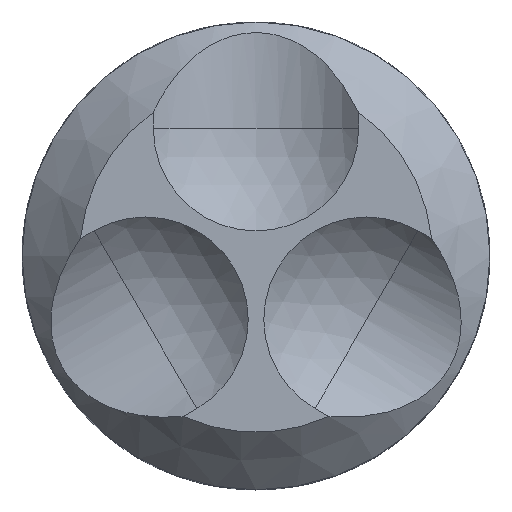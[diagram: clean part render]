
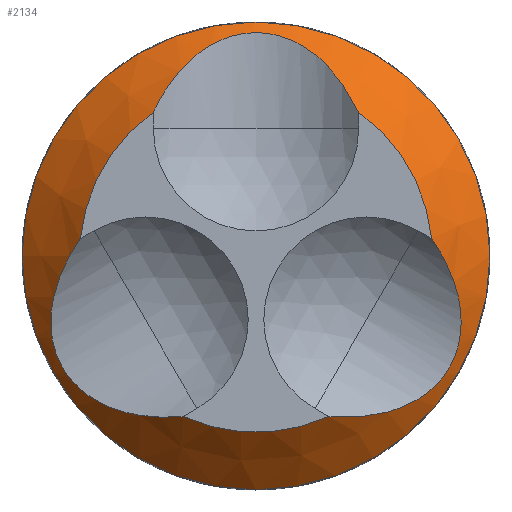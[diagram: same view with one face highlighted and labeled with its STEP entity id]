
A CAD part, top view. The second image highlights one B-rep face of the part: STEP entity #2134.
In plain terms, the highlighted conical face has half-angle 45 degrees and reference radius 9.65 mm.
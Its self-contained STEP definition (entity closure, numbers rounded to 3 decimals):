
#158=CONICAL_SURFACE('',#2302,9.65,0.785);
#164=FACE_OUTER_BOUND('',#316,.T.);
#316=EDGE_LOOP('',(#1501,#1502,#1503,#1504,#1505,#1506,#1507,#1508,#1509,
#1510));
#468=B_SPLINE_CURVE_WITH_KNOTS('',3,(#3238,#3239,#3240,#3241,#3242,#3243,
#3244,#3245,#3246,#3247,#3248,#3249,#3250,#3251,#3252,#3253,#3254,#3255),
 .UNSPECIFIED.,.F.,.F.,(4,2,2,2,2,2,2,2,4),(3.406,3.54,
3.741,3.9,4.06,4.219,4.379,
4.58,4.713),.UNSPECIFIED.);
#469=B_SPLINE_CURVE_WITH_KNOTS('',3,(#3262,#3263,#3264,#3265,#3266,#3267,
#3268,#3269,#3270,#3271,#3272,#3273,#3274,#3275,#3276,#3277,#3278,#3279),
 .UNSPECIFIED.,.F.,.F.,(4,2,2,2,2,2,2,2,4),(3.505,3.54,
3.741,3.901,4.06,4.22,4.379,
4.58,4.713),.UNSPECIFIED.);
#470=B_SPLINE_CURVE_WITH_KNOTS('',3,(#3284,#3285,#3286,#3287),
 .UNSPECIFIED.,.F.,.F.,(4,4),(3.407,3.505),
 .UNSPECIFIED.);
#471=B_SPLINE_CURVE_WITH_KNOTS('',3,(#3291,#3292,#3293,#3294,#3295,#3296,
#3297,#3298,#3299,#3300,#3301,#3302,#3303,#3304,#3305,#3306,#3307,#3308),
 .UNSPECIFIED.,.F.,.F.,(4,2,2,2,2,2,2,2,4),(3.406,3.54,
3.741,3.9,4.06,4.219,4.379,
4.58,4.713),.UNSPECIFIED.);
#474=CIRCLE('',#2303,8.3);
#475=CIRCLE('',#2304,11.);
#476=CIRCLE('',#2305,8.3);
#477=CIRCLE('',#2306,8.3);
#555=LINE('',#3281,#785);
#785=VECTOR('',#2547,9.65);
#1014=VERTEX_POINT('',#3232);
#1016=VERTEX_POINT('',#3236);
#1017=VERTEX_POINT('',#3259);
#1018=VERTEX_POINT('',#3261);
#1019=VERTEX_POINT('',#3280);
#1020=VERTEX_POINT('',#3283);
#1021=VERTEX_POINT('',#3288);
#1022=VERTEX_POINT('',#3290);
#1183=EDGE_CURVE('',#1016,#1014,#468,.T.);
#1185=EDGE_CURVE('',#1016,#1017,#474,.T.);
#1186=EDGE_CURVE('',#1018,#1017,#469,.T.);
#1187=EDGE_CURVE('',#1018,#1019,#555,.T.);
#1188=EDGE_CURVE('',#1019,#1019,#475,.T.);
#1189=EDGE_CURVE('',#1020,#1018,#470,.T.);
#1190=EDGE_CURVE('',#1020,#1021,#476,.T.);
#1191=EDGE_CURVE('',#1022,#1021,#471,.T.);
#1192=EDGE_CURVE('',#1022,#1014,#477,.T.);
#1501=ORIENTED_EDGE('',*,*,#1183,.F.);
#1502=ORIENTED_EDGE('',*,*,#1185,.T.);
#1503=ORIENTED_EDGE('',*,*,#1186,.F.);
#1504=ORIENTED_EDGE('',*,*,#1187,.T.);
#1505=ORIENTED_EDGE('',*,*,#1188,.T.);
#1506=ORIENTED_EDGE('',*,*,#1187,.F.);
#1507=ORIENTED_EDGE('',*,*,#1189,.F.);
#1508=ORIENTED_EDGE('',*,*,#1190,.T.);
#1509=ORIENTED_EDGE('',*,*,#1191,.F.);
#1510=ORIENTED_EDGE('',*,*,#1192,.T.);
#2134=ADVANCED_FACE('',(#164),#158,.T.);
#2302=AXIS2_PLACEMENT_3D('',#3258,#2543,#2544);
#2303=AXIS2_PLACEMENT_3D('',#3260,#2545,#2546);
#2304=AXIS2_PLACEMENT_3D('',#3282,#2548,#2549);
#2305=AXIS2_PLACEMENT_3D('',#3289,#2550,#2551);
#2306=AXIS2_PLACEMENT_3D('',#3309,#2552,#2553);
#2543=DIRECTION('center_axis',(0.,0.,-1.));
#2544=DIRECTION('ref_axis',(1.,0.,0.));
#2545=DIRECTION('center_axis',(0.,0.,-1.));
#2546=DIRECTION('ref_axis',(1.,0.,0.));
#2547=DIRECTION('',(-0.707,0.,-0.707));
#2548=DIRECTION('center_axis',(0.,0.,1.));
#2549=DIRECTION('ref_axis',(1.,0.,0.));
#2550=DIRECTION('center_axis',(0.,0.,-1.));
#2551=DIRECTION('ref_axis',(1.,0.,0.));
#2552=DIRECTION('center_axis',(0.,0.,-1.));
#2553=DIRECTION('ref_axis',(1.,0.,0.));
#3232=CARTESIAN_POINT('',(8.261,0.807,7.));
#3236=CARTESIAN_POINT('',(3.432,-7.557,7.));
#3238=CARTESIAN_POINT('Ctrl Pts',(3.432,-7.557,7.));
#3239=CARTESIAN_POINT('Ctrl Pts',(3.85,-7.593,6.795));
#3240=CARTESIAN_POINT('Ctrl Pts',(4.286,-7.603,6.581));
#3241=CARTESIAN_POINT('Ctrl Pts',(5.376,-7.539,6.058));
#3242=CARTESIAN_POINT('Ctrl Pts',(6.03,-7.418,5.757));
#3243=CARTESIAN_POINT('Ctrl Pts',(7.086,-7.045,5.318));
#3244=CARTESIAN_POINT('Ctrl Pts',(7.58,-6.8,5.131));
#3245=CARTESIAN_POINT('Ctrl Pts',(8.451,-6.134,4.871));
#3246=CARTESIAN_POINT('Ctrl Pts',(8.827,-5.71,4.8));
#3247=CARTESIAN_POINT('Ctrl Pts',(9.359,-4.79,4.8));
#3248=CARTESIAN_POINT('Ctrl Pts',(9.537,-4.252,4.871));
#3249=CARTESIAN_POINT('Ctrl Pts',(9.678,-3.164,5.131));
#3250=CARTESIAN_POINT('Ctrl Pts',(9.644,-2.614,5.318));
#3251=CARTESIAN_POINT('Ctrl Pts',(9.439,-1.514,5.757));
#3252=CARTESIAN_POINT('Ctrl Pts',(9.217,-0.887,6.058));
#3253=CARTESIAN_POINT('Ctrl Pts',(8.727,0.09,6.581));
#3254=CARTESIAN_POINT('Ctrl Pts',(8.501,0.462,6.795));
#3255=CARTESIAN_POINT('Ctrl Pts',(8.261,0.807,7.));
#3258=CARTESIAN_POINT('Origin',(0.,0.,5.65));
#3259=CARTESIAN_POINT('',(-3.432,-7.557,7.));
#3260=CARTESIAN_POINT('Origin',(0.,0.,7.));
#3261=CARTESIAN_POINT('',(-8.764,0.,6.536));
#3262=CARTESIAN_POINT('Ctrl Pts',(-8.764,0.,
6.536));
#3263=CARTESIAN_POINT('Ctrl Pts',(-8.819,-0.099,
6.481));
#3264=CARTESIAN_POINT('Ctrl Pts',(-8.872,-0.198,6.427));
#3265=CARTESIAN_POINT('Ctrl Pts',(-9.217,-0.887,
6.058));
#3266=CARTESIAN_POINT('Ctrl Pts',(-9.439,-1.514,5.757));
#3267=CARTESIAN_POINT('Ctrl Pts',(-9.644,-2.614,5.318));
#3268=CARTESIAN_POINT('Ctrl Pts',(-9.678,-3.164,5.131));
#3269=CARTESIAN_POINT('Ctrl Pts',(-9.537,-4.252,4.871));
#3270=CARTESIAN_POINT('Ctrl Pts',(-9.359,-4.79,4.8));
#3271=CARTESIAN_POINT('Ctrl Pts',(-8.827,-5.71,4.8));
#3272=CARTESIAN_POINT('Ctrl Pts',(-8.451,-6.134,4.871));
#3273=CARTESIAN_POINT('Ctrl Pts',(-7.58,-6.8,5.131));
#3274=CARTESIAN_POINT('Ctrl Pts',(-7.086,-7.045,5.318));
#3275=CARTESIAN_POINT('Ctrl Pts',(-6.03,-7.418,5.757));
#3276=CARTESIAN_POINT('Ctrl Pts',(-5.376,-7.539,6.058));
#3277=CARTESIAN_POINT('Ctrl Pts',(-4.286,-7.603,6.581));
#3278=CARTESIAN_POINT('Ctrl Pts',(-3.85,-7.593,6.795));
#3279=CARTESIAN_POINT('Ctrl Pts',(-3.432,-7.557,7.));
#3280=CARTESIAN_POINT('',(-11.,0.,4.3));
#3281=CARTESIAN_POINT('',(-9.65,0.,5.65));
#3282=CARTESIAN_POINT('Origin',(0.,0.,4.3));
#3283=CARTESIAN_POINT('',(-8.261,0.807,7.));
#3284=CARTESIAN_POINT('Ctrl Pts',(-8.261,0.807,7.));
#3285=CARTESIAN_POINT('Ctrl Pts',(-8.438,0.552,6.848));
#3286=CARTESIAN_POINT('Ctrl Pts',(-8.609,0.281,6.691));
#3287=CARTESIAN_POINT('Ctrl Pts',(-8.764,0.,
6.536));
#3288=CARTESIAN_POINT('',(-4.829,6.751,7.));
#3289=CARTESIAN_POINT('Origin',(0.,0.,7.));
#3290=CARTESIAN_POINT('',(4.829,6.751,7.));
#3291=CARTESIAN_POINT('Ctrl Pts',(4.829,6.751,7.));
#3292=CARTESIAN_POINT('Ctrl Pts',(4.651,7.131,6.795));
#3293=CARTESIAN_POINT('Ctrl Pts',(4.441,7.513,6.581));
#3294=CARTESIAN_POINT('Ctrl Pts',(3.841,8.426,6.058));
#3295=CARTESIAN_POINT('Ctrl Pts',(3.409,8.932,5.757));
#3296=CARTESIAN_POINT('Ctrl Pts',(2.559,9.659,5.318));
#3297=CARTESIAN_POINT('Ctrl Pts',(2.099,9.964,5.131));
#3298=CARTESIAN_POINT('Ctrl Pts',(1.086,10.386,4.871));
#3299=CARTESIAN_POINT('Ctrl Pts',(0.532,10.5,4.8));
#3300=CARTESIAN_POINT('Ctrl Pts',(-0.532,10.5,4.8));
#3301=CARTESIAN_POINT('Ctrl Pts',(-1.086,10.386,4.871));
#3302=CARTESIAN_POINT('Ctrl Pts',(-2.099,9.964,5.131));
#3303=CARTESIAN_POINT('Ctrl Pts',(-2.559,9.659,5.318));
#3304=CARTESIAN_POINT('Ctrl Pts',(-3.409,8.932,5.757));
#3305=CARTESIAN_POINT('Ctrl Pts',(-3.841,8.426,6.058));
#3306=CARTESIAN_POINT('Ctrl Pts',(-4.441,7.513,6.581));
#3307=CARTESIAN_POINT('Ctrl Pts',(-4.651,7.131,6.795));
#3308=CARTESIAN_POINT('Ctrl Pts',(-4.829,6.751,7.));
#3309=CARTESIAN_POINT('Origin',(0.,0.,7.));
